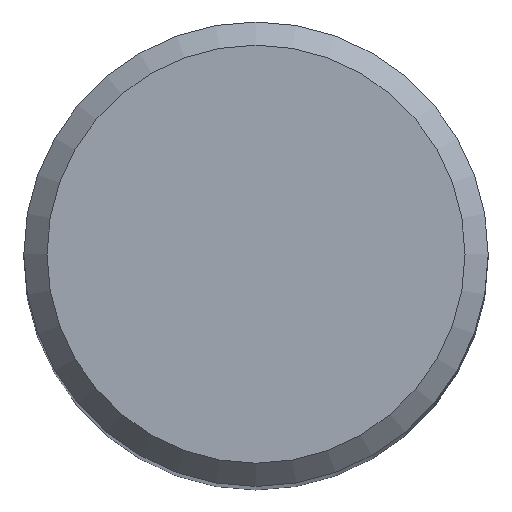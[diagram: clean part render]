
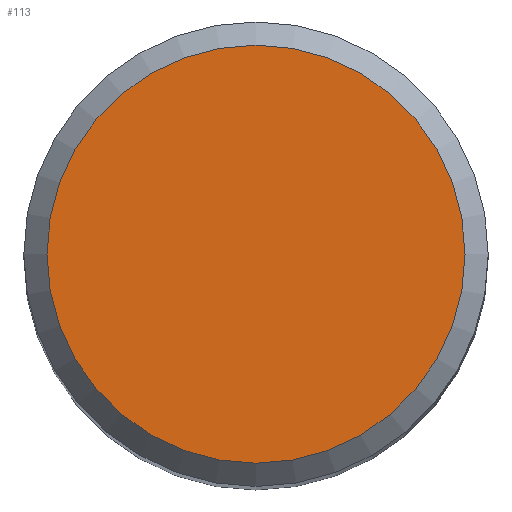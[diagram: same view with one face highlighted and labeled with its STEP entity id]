
A CAD part, top view. The second image highlights one B-rep face of the part: STEP entity #113.
In plain terms, the highlighted planar face has unit normal (0, 0, 1).
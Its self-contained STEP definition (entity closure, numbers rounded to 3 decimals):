
#24 = CARTESIAN_POINT ( 'NONE',  ( 0., 0., 63. ) ) ;
#37 = AXIS2_PLACEMENT_3D ( 'NONE', #24, #208, #43 ) ;
#43 = DIRECTION ( 'NONE',  ( 0., 1., 0. ) ) ;
#67 = DIRECTION ( 'NONE',  ( 0., 0., -1. ) ) ;
#75 = PLANE ( 'NONE',  #37 ) ;
#81 = DIRECTION ( 'NONE',  ( 0., 1., 0. ) ) ;
#111 = EDGE_LOOP ( 'NONE', ( #184 ) ) ;
#113 = ADVANCED_FACE ( 'NONE', ( #231 ), #75, .F. ) ;
#131 = AXIS2_PLACEMENT_3D ( 'NONE', #194, #67, #81 ) ;
#166 = CARTESIAN_POINT ( 'NONE',  ( 0., 4.5, 63. ) ) ;
#181 = CIRCLE ( 'NONE', #131, 4.5 ) ;
#184 = ORIENTED_EDGE ( 'NONE', *, *, #229, .F. ) ;
#194 = CARTESIAN_POINT ( 'NONE',  ( 0., 0., 63. ) ) ;
#208 = DIRECTION ( 'NONE',  ( 0., 0., -1. ) ) ;
#214 = VERTEX_POINT ( 'NONE', #166 ) ;
#229 = EDGE_CURVE ( 'NONE', #214, #214, #181, .T. ) ;
#231 = FACE_OUTER_BOUND ( 'NONE', #111, .T. ) ;
